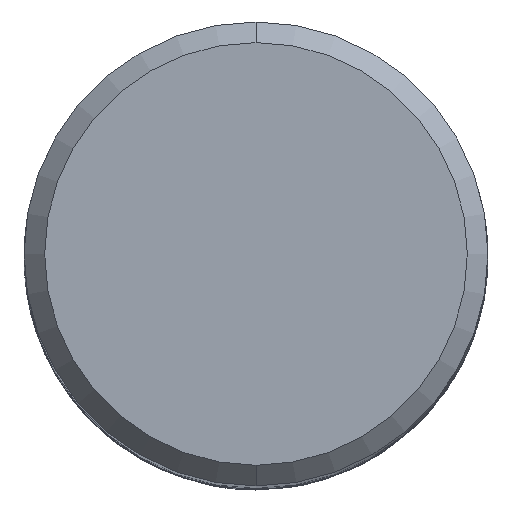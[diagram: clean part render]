
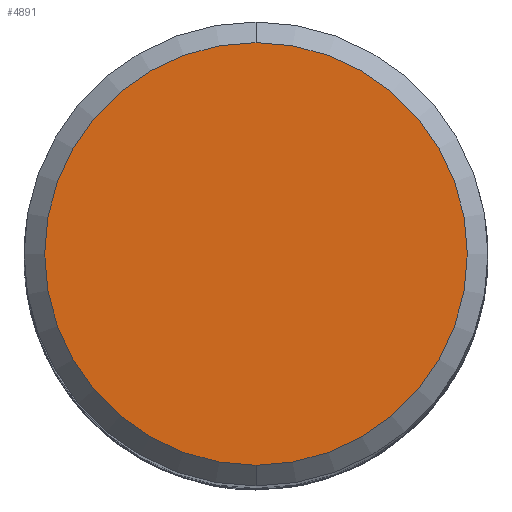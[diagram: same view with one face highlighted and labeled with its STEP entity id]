
A CAD part, top view. The second image highlights one B-rep face of the part: STEP entity #4891.
In plain terms, the highlighted planar face has unit normal (0, 0, 1).
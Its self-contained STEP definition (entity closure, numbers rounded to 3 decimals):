
#2105=EDGE_CURVE('',#4975,#4375,#5584,.T.);
#2699=EDGE_CURVE('',#4375,#4975,#6228,.T.);
#4375=VERTEX_POINT('',#8040);
#4891=ADVANCED_FACE('',(#8616),#8617,.T.);
#4975=VERTEX_POINT('',#8710);
#5584=CIRCLE('',#11927,8.2);
#6228=CIRCLE('',#20238,8.2);
#8040=CARTESIAN_POINT('',(0.,-8.2,0.0));
#8616=FACE_OUTER_BOUND('',#47889,.T.);
#8617=PLANE('',#47890);
#8710=CARTESIAN_POINT('',(0.0,8.2,0.0));
#11927=AXIS2_PLACEMENT_3D('',#50782,#50783,#50784);
#20238=AXIS2_PLACEMENT_3D('',#51372,#51373,#51374);
#47889=EDGE_LOOP('',(#53941,#53942));
#47890=AXIS2_PLACEMENT_3D('',#53943,#53944,#53945);
#50782=CARTESIAN_POINT('',(0.0,0.0,0.0));
#50783=DIRECTION('',(0.0,0.0,-1.0));
#50784=DIRECTION('',(0.0,1.0,0.0));
#51372=CARTESIAN_POINT('',(0.0,0.0,0.0));
#51373=DIRECTION('',(0.0,0.0,-1.0));
#51374=DIRECTION('',(0.0,1.0,0.0));
#53941=ORIENTED_EDGE('',*,*,#2105,.F.);
#53942=ORIENTED_EDGE('',*,*,#2699,.F.);
#53943=CARTESIAN_POINT('',(0.0,4.1,0.0));
#53944=DIRECTION('',(-0.0,0.0,1.0));
#53945=DIRECTION('',(0.0,-1.0,0.0));
